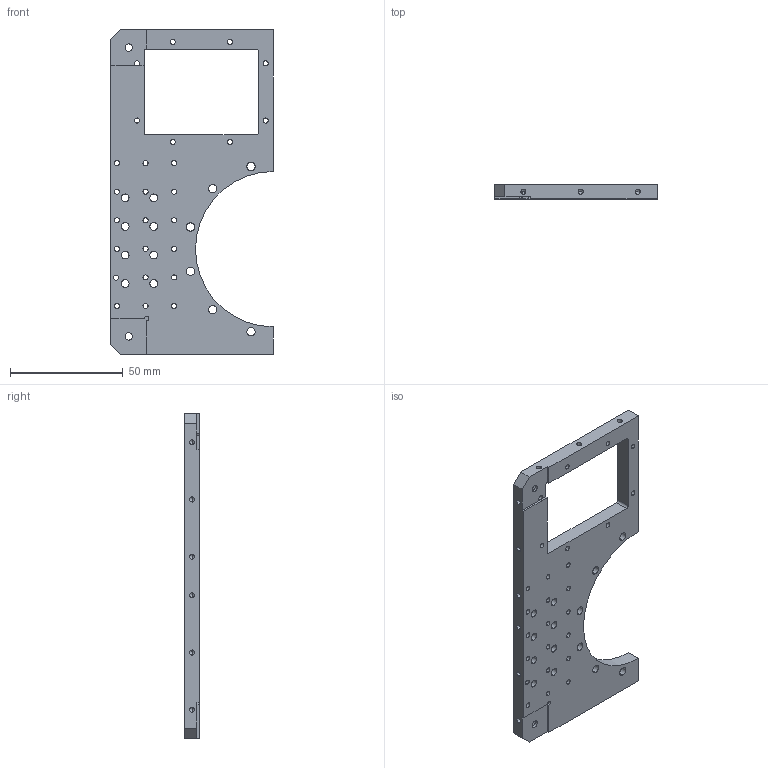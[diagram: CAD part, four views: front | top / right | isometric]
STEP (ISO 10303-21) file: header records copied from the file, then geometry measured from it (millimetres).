
FILE_DESCRIPTION (( 'STEP AP214' ), '1' );
FILE_NAME ('4K Top plate L.STEP', '2024-06-17T22:16:57', ( '' ), ( '' ), 'SwSTEP 2.0', 'SolidWorks 2023', '' );
FILE_SCHEMA (( 'AUTOMOTIVE_DESIGN' ));
Length unit declared in the file: millimetre
Products named in the file (1): 4K Top plate L
Bounding box: 72.1 x 6.35 x 144.19 mm (x, y, z)
Volume: 38930.6 mm3; surface area: 19577.5 mm2
Topology: 1 solids, 1 shells, 164 faces, 462 edges, 288 vertices
Faces by surface type: cylinder 118, cone 24, plane 22
Entity records: 5419 total; most frequent: DIRECTION 1006, CARTESIAN_POINT 891, ORIENTED_EDGE 876, EDGE_CURVE 438, AXIS2_PLACEMENT_3D 403, VERTEX_POINT 288, EDGE_LOOP 262, CIRCLE 238
